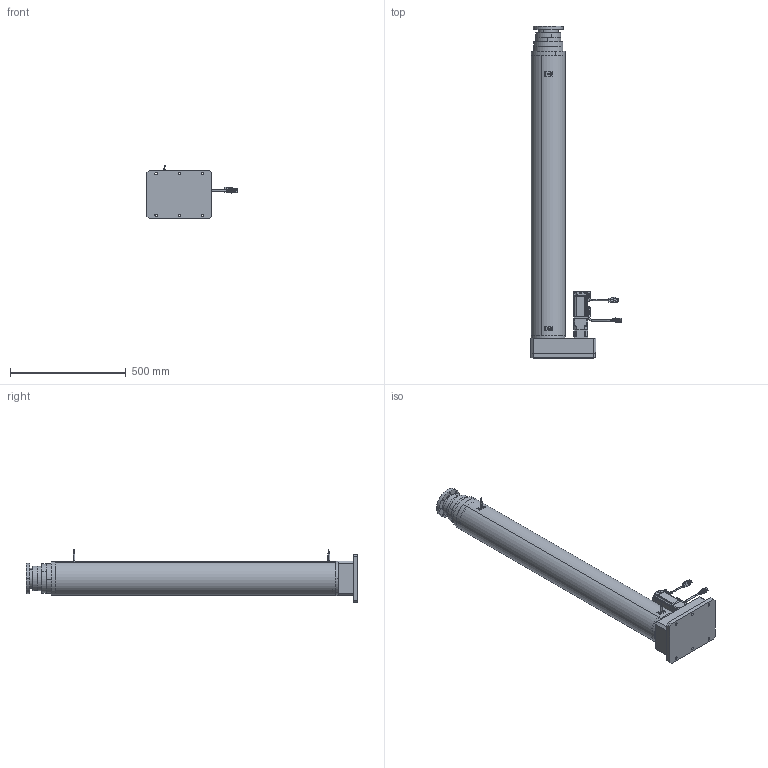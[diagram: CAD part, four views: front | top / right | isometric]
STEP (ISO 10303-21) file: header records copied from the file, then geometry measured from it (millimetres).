
FILE_DESCRIPTION (( 'STEP AP203' ), '1' );
FILE_NAME ('RLD147-15HB-2.2KN-R3000-S3-75MMS.STEP', '2024-11-01T01:45:58', ( '微软用户' ), ( '微软中国' ), 'SwSTEP 2.0', 'SolidWorks 2024', '' );
FILE_SCHEMA (( 'CONFIG_CONTROL_DESIGN' ));
Length unit declared in the file: millimetre
Products named in the file (17): 零件8^RLD147-15HB-2.2KN-R3000-S3-75MMS; Copy of 060单段外观^RLD147-15HB-2.2KN-R3000-S3-75MMS; 零件73^RLD147-15HB-2.2KN-R3000-S3-75MMS; 零件70^RLD147-15HB-2.2KN-R3000-S3-75MMS; 零件69^RLD147-15HB-2.2KN-R3000-S3-75MMS; 零件71^RLD147-15HB-2.2KN-R3000-S3-75MMS; 复件 复件 接近开关固定板-127KN（220基座）^Copy of 接近开关_RLD147-15HB-2.2KN-R3000-S3-75MMS; RLD147-15HB-2.2KN-R3000-S3-75MMS; 零件75^RLD147-15HB-2.2KN-R3000-S3-75MMS; 零件81^RLD147-15HB-2.2KN-R3000-S3-75MMS; 零件74^RLD147-15HB-2.2KN-R3000-S3-75MMS; 零件15^RLD147-15HB-2.2KN-R3000-S3-75MMS; 零件80^RLD147-15HB-2.2KN-R3000-S3-75MMS; Copy of 汇川400W-3000R带刹车(MS1H1-40B30CB-A334Z-S)^RLD147-15HB-2.2KN-R3000-S3-75MMS; 复件 复件 接近开关^Copy of 接近开关_RLD147-15HB-2.2KN-R3000-S3-75MMS; Copy of 接近开关^RLD147-15HB-2.2KN-R3000-S3-75MMS; 零件77^RLD147-15HB-2.2KN-R3000-S3-75MMS
Assembly tree (17 placements, depth 3):
  RLD147-15HB-2.2KN-R3000-S3-75MMS
    零件69^RLD147-15HB-2.2KN-R3000-S3-75MMS
    零件70^RLD147-15HB-2.2KN-R3000-S3-75MMS
    零件71^RLD147-15HB-2.2KN-R3000-S3-75MMS
    零件73^RLD147-15HB-2.2KN-R3000-S3-75MMS
    零件74^RLD147-15HB-2.2KN-R3000-S3-75MMS
    零件75^RLD147-15HB-2.2KN-R3000-S3-75MMS
    零件77^RLD147-15HB-2.2KN-R3000-S3-75MMS
    零件80^RLD147-15HB-2.2KN-R3000-S3-75MMS
    零件81^RLD147-15HB-2.2KN-R3000-S3-75MMS
    零件8^RLD147-15HB-2.2KN-R3000-S3-75MMS
    零件15^RLD147-15HB-2.2KN-R3000-S3-75MMS
    Copy of 汇川400W-3000R带刹车(MS1H1-40B30CB-A334Z-S)^RLD147-15HB-2.2KN-R3000-S3-75MMS
    Copy of 060单段外观^RLD147-15HB-2.2KN-R3000-S3-75MMS
    Copy of 接近开关^RLD147-15HB-2.2KN-R3000-S3-75MMS  x2
      复件 复件 接近开关固定板-127KN（220基座）^Copy of 接近开关_RLD147-15HB-2.2KN-R3000-S3-75MMS
      复件 复件 接近开关^Copy of 接近开关_RLD147-15HB-2.2KN-R3000-S3-75MMS
Bounding box: 389.78 x 1433 x 231.4 mm (x, y, z)
Volume: 9137865.5 mm3; surface area: 4036555.6 mm2
Topology: 30 solids, 88 shells, 3758 faces, 10260 edges, 6763 vertices
Faces by surface type: bspline 2773, plane 515, cylinder 356, cone 114
Entity records: 125866 total; most frequent: CARTESIAN_POINT 58926, ORIENTED_EDGE 18846, EDGE_CURVE 9687, B_SPLINE_CURVE_WITH_KNOTS 6803, VERTEX_POINT 6396, DIRECTION 4539, EDGE_LOOP 3917, FACE_OUTER_BOUND 3552
